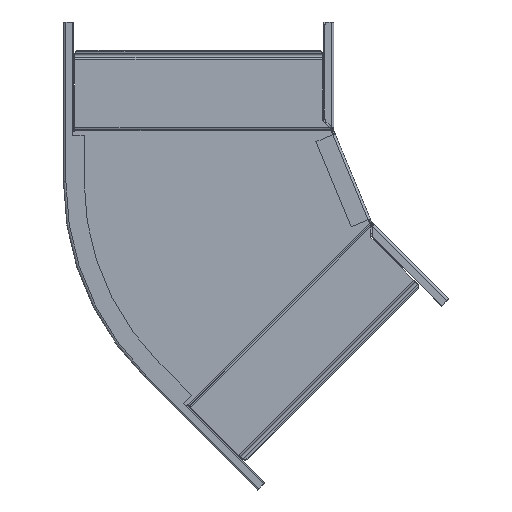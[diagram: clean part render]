
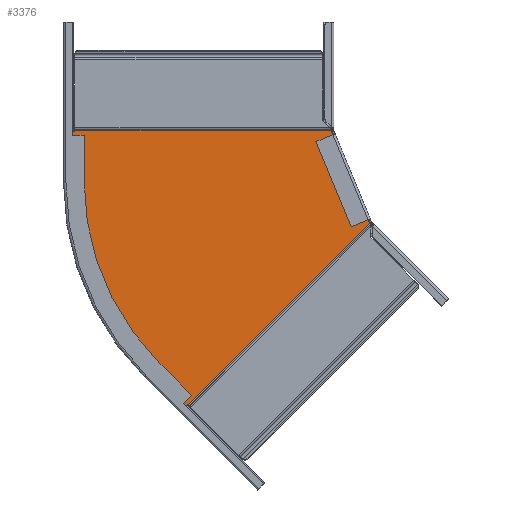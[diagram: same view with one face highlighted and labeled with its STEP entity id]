
A CAD part, front view. The second image highlights one B-rep face of the part: STEP entity #3376.
In plain terms, the highlighted planar face has unit normal (0, -1, 0).
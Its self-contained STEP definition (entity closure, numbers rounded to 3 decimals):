
#10 = VECTOR ( 'NONE', #1588, 1000. ) ;
#11 = VECTOR ( 'NONE', #4533, 1000. ) ;
#95 = VERTEX_POINT ( 'NONE', #5808 ) ;
#98 = CARTESIAN_POINT ( 'NONE',  ( -122.479, -0.75, -169.046 ) ) ;
#103 = ORIENTED_EDGE ( 'NONE', *, *, #4756, .F. ) ;
#110 = VERTEX_POINT ( 'NONE', #1713 ) ;
#132 = LINE ( 'NONE', #2797, #1515 ) ;
#221 = CARTESIAN_POINT ( 'NONE',  ( 13.639, -0.75, -32.928 ) ) ;
#243 = EDGE_CURVE ( 'NONE', #3936, #110, #5105, .T. ) ;
#373 = CARTESIAN_POINT ( 'NONE',  ( -206.139, -0.75, 32.928 ) ) ;
#459 = VERTEX_POINT ( 'NONE', #5395 ) ;
#513 = EDGE_CURVE ( 'NONE', #95, #5634, #2892, .T. ) ;
#716 = LINE ( 'NONE', #221, #10 ) ;
#799 = EDGE_CURVE ( 'NONE', #2129, #110, #5426, .T. ) ;
#870 = ORIENTED_EDGE ( 'NONE', *, *, #3863, .T. ) ;
#885 = DIRECTION ( 'NONE',  ( -1., 0., 0. ) ) ;
#886 = CARTESIAN_POINT ( 'NONE',  ( -122.479, -0.75, -169.046 ) ) ;
#929 = ORIENTED_EDGE ( 'NONE', *, *, #799, .T. ) ;
#1015 = CARTESIAN_POINT ( 'NONE',  ( -206.139, -0.75, -3.268 ) ) ;
#1045 = VECTOR ( 'NONE', #3281, 1000. ) ;
#1095 = CARTESIAN_POINT ( 'NONE',  ( -199.639, -0.75, 32.928 ) ) ;
#1230 = PLANE ( 'NONE',  #2541 ) ;
#1233 = ORIENTED_EDGE ( 'NONE', *, *, #243, .F. ) ;
#1239 = EDGE_CURVE ( 'NONE', #5768, #2552, #2183, .T. ) ;
#1295 = VECTOR ( 'NONE', #1518, 1000. ) ;
#1351 = CARTESIAN_POINT ( 'NONE',  ( -80.76, -0.75, -201.573 ) ) ;
#1388 = VECTOR ( 'NONE', #5221, 1000. ) ;
#1467 = VECTOR ( 'NONE', #885, 1000. ) ;
#1515 = VECTOR ( 'NONE', #5184, 1000. ) ;
#1518 = DIRECTION ( 'NONE',  ( 0., 0., -1. ) ) ;
#1519 = CARTESIAN_POINT ( 'NONE',  ( -13.639, -0.75, 33.603 ) ) ;
#1537 = ORIENTED_EDGE ( 'NONE', *, *, #1239, .T. ) ;
#1588 = DIRECTION ( 'NONE',  ( -0.707, 0., 0.707 ) ) ;
#1603 = VECTOR ( 'NONE', #3159, 1000. ) ;
#1623 = ORIENTED_EDGE ( 'NONE', *, *, #5477, .T. ) ;
#1650 = EDGE_LOOP ( 'NONE', ( #5534, #1623, #4387, #929, #1233, #5251, #1537, #103, #5595, #4333, #870, #2974 ) ) ;
#1668 = CARTESIAN_POINT ( 'NONE',  ( -206.139, -0.75, -3.268 ) ) ;
#1713 = CARTESIAN_POINT ( 'NONE',  ( -206.139, -0.75, 32.928 ) ) ;
#1731 = LINE ( 'NONE', #1351, #5454 ) ;
#1741 = CARTESIAN_POINT ( 'NONE',  ( -7.889, -0.75, -3.268 ) ) ;
#1799 = DIRECTION ( 'NONE',  ( -0.707, 0., 0.707 ) ) ;
#2027 = DIRECTION ( 'NONE',  ( 0., -1., 0. ) ) ;
#2129 = VERTEX_POINT ( 'NONE', #1095 ) ;
#2183 = LINE ( 'NONE', #3181, #11 ) ;
#2481 = DIRECTION ( 'NONE',  ( 0., 0., -1. ) ) ;
#2540 = DIRECTION ( 'NONE',  ( 0., 1., 0. ) ) ;
#2541 = AXIS2_PLACEMENT_3D ( 'NONE', #1741, #2027, #2481 ) ;
#2552 = VERTEX_POINT ( 'NONE', #98 ) ;
#2754 = EDGE_CURVE ( 'NONE', #5634, #4036, #1731, .T. ) ;
#2787 = CIRCLE ( 'NONE', #5829, 198.25 ) ;
#2797 = CARTESIAN_POINT ( 'NONE',  ( -8.802, -0.75, 21.249 ) ) ;
#2892 = LINE ( 'NONE', #3222, #1045 ) ;
#2957 = CARTESIAN_POINT ( 'NONE',  ( -7.889, -0.75, -3.268 ) ) ;
#2974 = ORIENTED_EDGE ( 'NONE', *, *, #4884, .F. ) ;
#3159 = DIRECTION ( 'NONE',  ( -1., 0., 0. ) ) ;
#3181 = CARTESIAN_POINT ( 'NONE',  ( -148.073, -0.75, -143.452 ) ) ;
#3197 = VERTEX_POINT ( 'NONE', #1519 ) ;
#3222 = CARTESIAN_POINT ( 'NONE',  ( 18.183, -0.75, -29.339 ) ) ;
#3281 = DIRECTION ( 'NONE',  ( -0.707, 0., -0.707 ) ) ;
#3376 = ADVANCED_FACE ( 'NONE', ( #3851 ), #1230, .T. ) ;
#3413 = DIRECTION ( 'NONE',  ( 0., 0., -1. ) ) ;
#3449 = VERTEX_POINT ( 'NONE', #5352 ) ;
#3539 = CARTESIAN_POINT ( 'NONE',  ( -7.889, -0.75, 33.603 ) ) ;
#3553 = EDGE_CURVE ( 'NONE', #3197, #3449, #5218, .T. ) ;
#3609 = DIRECTION ( 'NONE',  ( -0.707, 0., -0.707 ) ) ;
#3851 = FACE_OUTER_BOUND ( 'NONE', #1650, .T. ) ;
#3863 = EDGE_CURVE ( 'NONE', #95, #5055, #716, .T. ) ;
#3904 = EDGE_CURVE ( 'NONE', #459, #2129, #3943, .T. ) ;
#3936 = VERTEX_POINT ( 'NONE', #1668 ) ;
#3943 = LINE ( 'NONE', #5765, #4500 ) ;
#3969 = CARTESIAN_POINT ( 'NONE',  ( -117.883, -0.75, -164.449 ) ) ;
#4036 = VERTEX_POINT ( 'NONE', #3969 ) ;
#4135 = LINE ( 'NONE', #886, #4837 ) ;
#4210 = EDGE_CURVE ( 'NONE', #5768, #3936, #2787, .T. ) ;
#4333 = ORIENTED_EDGE ( 'NONE', *, *, #513, .F. ) ;
#4387 = ORIENTED_EDGE ( 'NONE', *, *, #3904, .T. ) ;
#4500 = VECTOR ( 'NONE', #3413, 1000. ) ;
#4533 = DIRECTION ( 'NONE',  ( 0.707, 0., -0.707 ) ) ;
#4751 = CARTESIAN_POINT ( 'NONE',  ( -13.639, -0.75, 32.928 ) ) ;
#4756 = EDGE_CURVE ( 'NONE', #4036, #2552, #4135, .T. ) ;
#4837 = VECTOR ( 'NONE', #3609, 1000. ) ;
#4866 = CARTESIAN_POINT ( 'NONE',  ( -148.073, -0.75, -143.452 ) ) ;
#4884 = EDGE_CURVE ( 'NONE', #3449, #5055, #132, .T. ) ;
#4974 = LINE ( 'NONE', #3539, #1467 ) ;
#5055 = VERTEX_POINT ( 'NONE', #5899 ) ;
#5105 = LINE ( 'NONE', #1015, #1388 ) ;
#5184 = DIRECTION ( 'NONE',  ( 0.383, 0., -0.924 ) ) ;
#5187 = CARTESIAN_POINT ( 'NONE',  ( -117.405, -0.75, -164.927 ) ) ;
#5218 = LINE ( 'NONE', #4751, #1295 ) ;
#5221 = DIRECTION ( 'NONE',  ( 0., 0., 1. ) ) ;
#5251 = ORIENTED_EDGE ( 'NONE', *, *, #4210, .F. ) ;
#5279 = DIRECTION ( 'NONE',  ( 0., 0., -1. ) ) ;
#5352 = CARTESIAN_POINT ( 'NONE',  ( -13.639, -0.75, 32.928 ) ) ;
#5395 = CARTESIAN_POINT ( 'NONE',  ( -199.639, -0.75, 33.603 ) ) ;
#5426 = LINE ( 'NONE', #373, #1603 ) ;
#5454 = VECTOR ( 'NONE', #1799, 1000. ) ;
#5477 = EDGE_CURVE ( 'NONE', #3197, #459, #4974, .T. ) ;
#5534 = ORIENTED_EDGE ( 'NONE', *, *, #3553, .F. ) ;
#5595 = ORIENTED_EDGE ( 'NONE', *, *, #2754, .F. ) ;
#5634 = VERTEX_POINT ( 'NONE', #5187 ) ;
#5765 = CARTESIAN_POINT ( 'NONE',  ( -199.639, -0.75, 85.428 ) ) ;
#5768 = VERTEX_POINT ( 'NONE', #4866 ) ;
#5808 = CARTESIAN_POINT ( 'NONE',  ( 14.117, -0.75, -33.405 ) ) ;
#5829 = AXIS2_PLACEMENT_3D ( 'NONE', #2957, #2540, #5279 ) ;
#5899 = CARTESIAN_POINT ( 'NONE',  ( 13.639, -0.75, -32.928 ) ) ;
